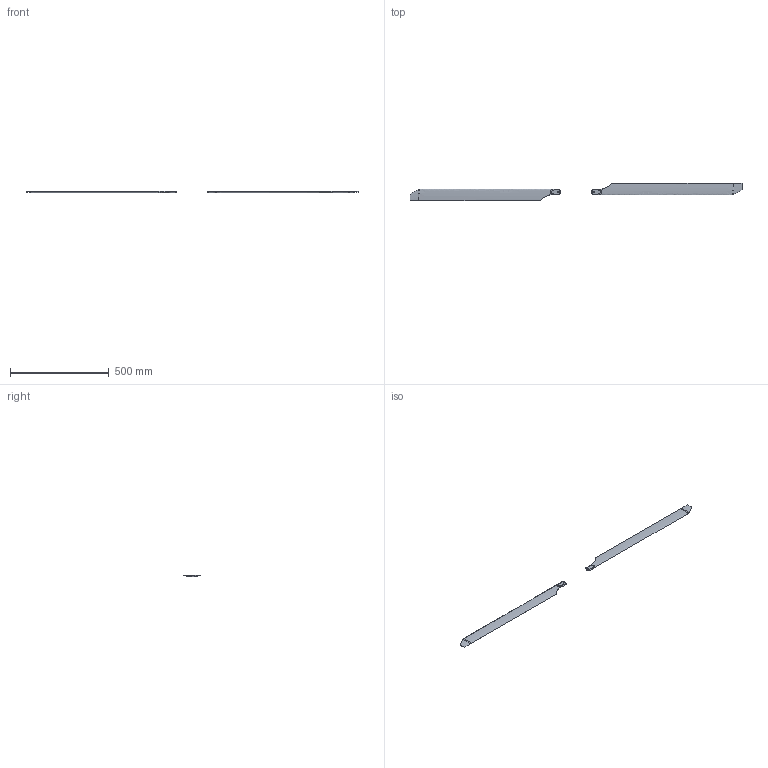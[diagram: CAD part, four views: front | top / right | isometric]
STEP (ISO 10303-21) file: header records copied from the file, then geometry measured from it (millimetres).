
FILE_DESCRIPTION(('CATIA V5 STEP Exchange'),'2;1');
FILE_NAME('Rotor_RR.stp','2020-06-01T07:24:49+00:00',('none'),('none'),'CATIA Version 5 Release 21 GA (IN-10)','CATIA V5 STEP AP203','none');
FILE_SCHEMA(('CONFIG_CONTROL_DESIGN'));
Length unit declared in the file: millimetre
Products named in the file (1): Rotor_L
Bounding box: 1680 x 86.4 x 8.4 mm (x, y, z)
Surface area: 167263.6 mm2 (no closed solid volume)
Topology: 0 solids, 4 shells, 184 faces, 419 edges, 249 vertices
Faces by surface type: bspline 132, plane 22, cylinder 22, cone 4, extrusion 4
Entity records: 19501 total; most frequent: CARTESIAN_POINT 16463, ORIENTED_EDGE 836, EDGE_CURVE 418, B_SPLINE_CURVE_WITH_KNOTS 346, VERTEX_POINT 242, EDGE_LOOP 192, ADVANCED_FACE 184, FACE_OUTER_BOUND 184
